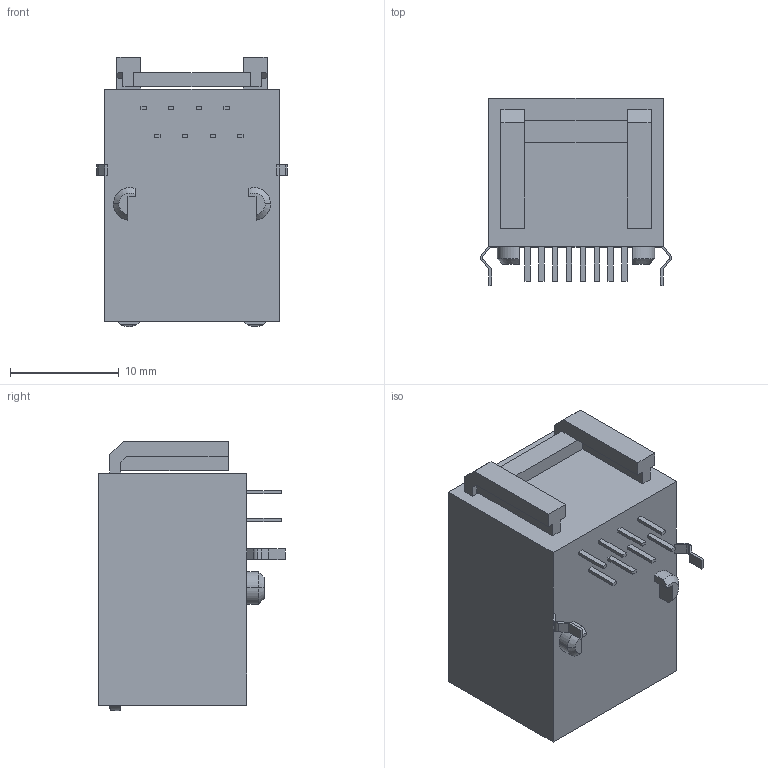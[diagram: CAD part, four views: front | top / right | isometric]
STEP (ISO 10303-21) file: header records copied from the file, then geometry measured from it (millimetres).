
FILE_DESCRIPTION(('OneSpaceDesigner STEP Export'),'2;1');
FILE_NAME('TM11RD-5TANA-A-88-LP(STEP).pkg.stp','2007-09-25T 9:22:22',(''),(''),'OneSpace Designer STEP processor for AP214 (Solid Model)','OneSpace Modeling 15.00A 14-Mar-2007 (C) CoCreate Software GmbH','');
FILE_SCHEMA(('AUTOMOTIVE_DESIGN { 1 0 10303 214 1 1 1 1 }'));
Length unit declared in the file: millimetre
Products named in the file (1): TM11RD-5TANA-LP
Bounding box: 17.5 x 17.16 x 24.7 mm (x, y, z)
Volume: 3709.7 mm3; surface area: 2534.7 mm2
Topology: 1 solids, 1 shells, 147 faces, 390 edges, 258 vertices
Faces by surface type: plane 125, cylinder 18, cone 4
Entity records: 4564 total; most frequent: CARTESIAN_POINT 1082, ORIENTED_EDGE 780, DIRECTION 606, EDGE_CURVE 390, VECTOR 322, LINE 322, VERTEX_POINT 258, EDGE_LOOP 162
